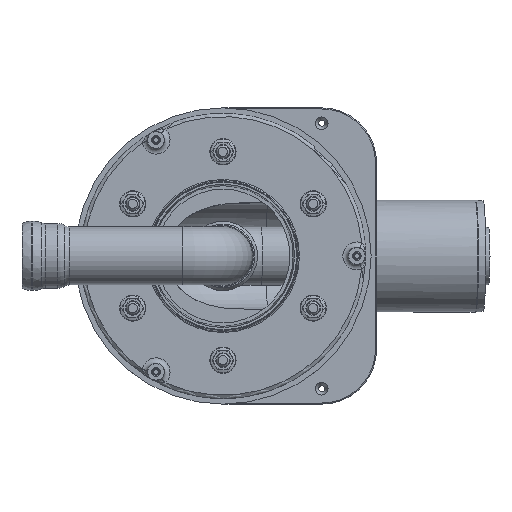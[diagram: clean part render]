
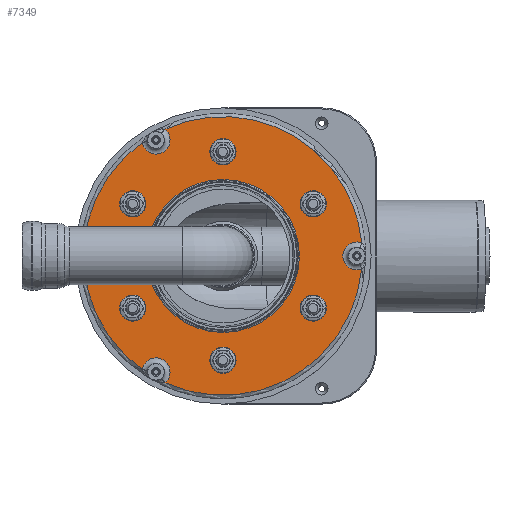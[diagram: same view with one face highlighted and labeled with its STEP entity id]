
A CAD part, top view. The second image highlights one B-rep face of the part: STEP entity #7349.
In plain terms, the highlighted planar face has unit normal (0, 0, 1).
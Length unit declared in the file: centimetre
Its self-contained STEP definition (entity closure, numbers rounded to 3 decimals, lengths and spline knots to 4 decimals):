
#286=FACE_BOUND('',#2315,.T.);
#287=FACE_BOUND('',#2316,.T.);
#288=FACE_BOUND('',#2317,.T.);
#289=FACE_BOUND('',#2318,.T.);
#290=FACE_BOUND('',#2319,.T.);
#291=FACE_BOUND('',#2320,.T.);
#292=FACE_BOUND('',#2321,.T.);
#842=CIRCLE('',#8942,8.5);
#848=CIRCLE('',#8951,8.5);
#854=CIRCLE('',#8960,8.5);
#860=CIRCLE('',#8969,8.5);
#866=CIRCLE('',#8978,8.5);
#872=CIRCLE('',#8987,8.5);
#909=CIRCLE('',#9054,12.7676);
#912=CIRCLE('',#9058,127.);
#913=CIRCLE('',#9059,127.);
#914=CIRCLE('',#9060,127.);
#915=CIRCLE('',#9061,127.);
#920=CIRCLE('',#9067,12.7676);
#925=CIRCLE('',#9073,12.7676);
#929=CIRCLE('',#9084,69.7006);
#1358=PLANE('',#9083);
#1708=FACE_OUTER_BOUND('',#2314,.T.);
#2314=EDGE_LOOP('',(#5883,#5884,#5885,#5886,#5887,#5888,#5889));
#2315=EDGE_LOOP('',(#5890));
#2316=EDGE_LOOP('',(#5891));
#2317=EDGE_LOOP('',(#5892));
#2318=EDGE_LOOP('',(#5893));
#2319=EDGE_LOOP('',(#5894));
#2320=EDGE_LOOP('',(#5895));
#2321=EDGE_LOOP('',(#5896));
#2962=VERTEX_POINT('',#15828);
#2967=VERTEX_POINT('',#15844);
#2972=VERTEX_POINT('',#15860);
#2977=VERTEX_POINT('',#15876);
#2982=VERTEX_POINT('',#15892);
#2987=VERTEX_POINT('',#15908);
#3020=VERTEX_POINT('',#16022);
#3024=VERTEX_POINT('',#16029);
#3027=VERTEX_POINT('',#16432);
#3028=VERTEX_POINT('',#16435);
#3030=VERTEX_POINT('',#16457);
#3031=VERTEX_POINT('',#16478);
#3033=VERTEX_POINT('',#16500);
#3043=VERTEX_POINT('',#17153);
#3899=EDGE_CURVE('',#2962,#2962,#842,.T.);
#3907=EDGE_CURVE('',#2967,#2967,#848,.T.);
#3915=EDGE_CURVE('',#2972,#2972,#854,.T.);
#3923=EDGE_CURVE('',#2977,#2977,#860,.T.);
#3931=EDGE_CURVE('',#2982,#2982,#866,.T.);
#3939=EDGE_CURVE('',#2987,#2987,#872,.T.);
#3993=EDGE_CURVE('',#3024,#3020,#909,.T.);
#4000=EDGE_CURVE('',#3027,#3024,#912,.T.);
#4001=EDGE_CURVE('',#3020,#3028,#913,.T.);
#4004=EDGE_CURVE('',#3030,#3031,#914,.T.);
#4007=EDGE_CURVE('',#3033,#3027,#915,.T.);
#4012=EDGE_CURVE('',#3031,#3033,#920,.T.);
#4019=EDGE_CURVE('',#3028,#3030,#925,.T.);
#4028=EDGE_CURVE('',#3043,#3043,#929,.T.);
#5883=ORIENTED_EDGE('',*,*,#3993,.F.);
#5884=ORIENTED_EDGE('',*,*,#4000,.F.);
#5885=ORIENTED_EDGE('',*,*,#4007,.F.);
#5886=ORIENTED_EDGE('',*,*,#4012,.F.);
#5887=ORIENTED_EDGE('',*,*,#4004,.F.);
#5888=ORIENTED_EDGE('',*,*,#4019,.F.);
#5889=ORIENTED_EDGE('',*,*,#4001,.F.);
#5890=ORIENTED_EDGE('',*,*,#3899,.F.);
#5891=ORIENTED_EDGE('',*,*,#3907,.F.);
#5892=ORIENTED_EDGE('',*,*,#3915,.F.);
#5893=ORIENTED_EDGE('',*,*,#3923,.F.);
#5894=ORIENTED_EDGE('',*,*,#3931,.F.);
#5895=ORIENTED_EDGE('',*,*,#3939,.F.);
#5896=ORIENTED_EDGE('',*,*,#4028,.T.);
#7349=ADVANCED_FACE('',(#1708,#286,#287,#288,#289,#290,#291,#292),#1358,
 .T.);
#8942=AXIS2_PLACEMENT_3D('',#15830,#10871,#10872);
#8951=AXIS2_PLACEMENT_3D('',#15846,#10891,#10892);
#8960=AXIS2_PLACEMENT_3D('',#15862,#10911,#10912);
#8969=AXIS2_PLACEMENT_3D('',#15878,#10931,#10932);
#8978=AXIS2_PLACEMENT_3D('',#15894,#10951,#10952);
#8987=AXIS2_PLACEMENT_3D('',#15910,#10971,#10972);
#9054=AXIS2_PLACEMENT_3D('',#16031,#11122,#11123);
#9058=AXIS2_PLACEMENT_3D('',#16434,#11130,#11131);
#9059=AXIS2_PLACEMENT_3D('',#16436,#11132,#11133);
#9060=AXIS2_PLACEMENT_3D('',#16479,#11134,#11135);
#9061=AXIS2_PLACEMENT_3D('',#16518,#11136,#11137);
#9067=AXIS2_PLACEMENT_3D('',#16527,#11148,#11149);
#9073=AXIS2_PLACEMENT_3D('',#16824,#11160,#11161);
#9083=AXIS2_PLACEMENT_3D('',#17152,#11183,#11184);
#9084=AXIS2_PLACEMENT_3D('',#17154,#11185,#11186);
#10871=DIRECTION('center_axis',(0.,0.,
1.));
#10872=DIRECTION('ref_axis',(-0.866,-0.5,0.));
#10891=DIRECTION('center_axis',(0.,0.,
1.));
#10892=DIRECTION('ref_axis',(-0.866,-0.5,0.));
#10911=DIRECTION('center_axis',(0.,0.,
1.));
#10912=DIRECTION('ref_axis',(-0.866,-0.5,0.));
#10931=DIRECTION('center_axis',(0.,0.,
1.));
#10932=DIRECTION('ref_axis',(-0.866,-0.5,0.));
#10951=DIRECTION('center_axis',(0.,0.,
1.));
#10952=DIRECTION('ref_axis',(-0.866,-0.5,0.));
#10971=DIRECTION('center_axis',(0.,0.,
1.));
#10972=DIRECTION('ref_axis',(-0.866,-0.5,0.));
#11122=DIRECTION('center_axis',(0.,0.,
1.));
#11123=DIRECTION('ref_axis',(-1.,0.,0.));
#11130=DIRECTION('center_axis',(0.,0.,
-1.));
#11131=DIRECTION('ref_axis',(-0.5,0.866,0.));
#11132=DIRECTION('center_axis',(0.,0.,
-1.));
#11133=DIRECTION('ref_axis',(-0.5,0.866,0.));
#11134=DIRECTION('center_axis',(0.,0.,
-1.));
#11135=DIRECTION('ref_axis',(-0.5,0.866,0.));
#11136=DIRECTION('center_axis',(0.,0.,
-1.));
#11137=DIRECTION('ref_axis',(-0.5,0.866,0.));
#11148=DIRECTION('center_axis',(0.,0.,
1.));
#11149=DIRECTION('ref_axis',(0.5,-0.866,0.));
#11160=DIRECTION('center_axis',(0.,0.,
1.));
#11161=DIRECTION('ref_axis',(0.5,0.866,0.));
#11183=DIRECTION('center_axis',(0.,0.,
1.));
#11184=DIRECTION('ref_axis',(1.,0.,0.));
#11185=DIRECTION('center_axis',(0.,0.,
-1.));
#11186=DIRECTION('ref_axis',(0.,1.,0.));
#15828=CARTESIAN_POINT('',(1436.1897,260.4566,791.9124));
#15830=CARTESIAN_POINT('Origin',(1431.9397,253.0954,791.9124));
#15844=CARTESIAN_POINT('',(1271.6449,245.7342,791.9124));
#15846=CARTESIAN_POINT('Origin',(1267.3949,253.0954,791.9124));
#15860=CARTESIAN_POINT('',(1341.1673,395.5954,791.9124));
#15862=CARTESIAN_POINT('Origin',(1349.6673,395.5954,791.9124));
#15876=CARTESIAN_POINT('',(1263.1449,340.7342,791.9124));
#15878=CARTESIAN_POINT('Origin',(1267.3949,348.0954,791.9124));
#15892=CARTESIAN_POINT('',(1358.1673,205.5954,791.9124));
#15894=CARTESIAN_POINT('Origin',(1349.6673,205.5954,791.9124));
#15908=CARTESIAN_POINT('',(1427.6897,355.4566,791.9124));
#15910=CARTESIAN_POINT('Origin',(1431.9397,348.0954,791.9124));
#16022=CARTESIAN_POINT('',(1476.1017,288.6227,791.9124));
#16029=CARTESIAN_POINT('',(1476.1017,312.5682,791.9124));
#16031=CARTESIAN_POINT('Origin',(1471.6673,300.5954,791.9124));
#16432=CARTESIAN_POINT('',(1459.6525,364.0954,791.9124));
#16434=CARTESIAN_POINT('Origin',(1349.6673,300.5954,791.9124));
#16435=CARTESIAN_POINT('',(1296.8188,185.1137,791.9124));
#16436=CARTESIAN_POINT('Origin',(1349.6673,300.5954,791.9124));
#16457=CARTESIAN_POINT('',(1276.0814,197.0864,791.9124));
#16478=CARTESIAN_POINT('',(1276.0814,404.1044,791.9124));
#16479=CARTESIAN_POINT('Origin',(1349.6673,300.5954,791.9124));
#16500=CARTESIAN_POINT('',(1296.8188,416.0772,791.9124));
#16518=CARTESIAN_POINT('Origin',(1349.6673,300.5954,791.9124));
#16527=CARTESIAN_POINT('Origin',(1288.6673,406.2505,791.9124));
#16824=CARTESIAN_POINT('Origin',(1288.6673,194.9403,791.9124));
#17152=CARTESIAN_POINT('Origin',(1349.6673,225.5954,791.9124));
#17153=CARTESIAN_POINT('',(1419.3679,300.5954,791.9124));
#17154=CARTESIAN_POINT('Origin',(1349.6673,300.5954,791.9124));
